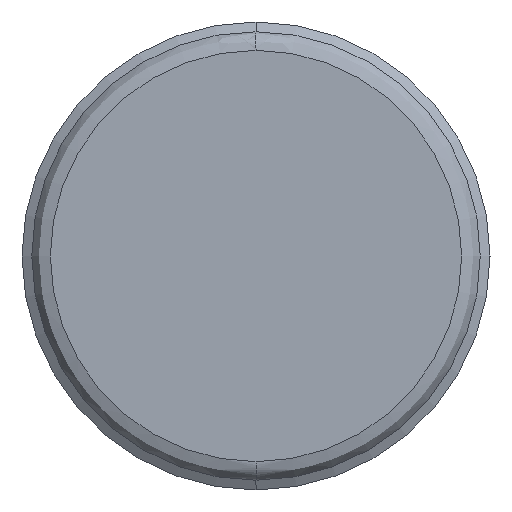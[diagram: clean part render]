
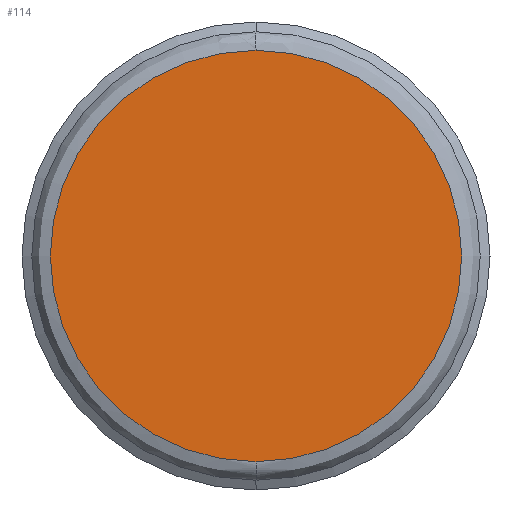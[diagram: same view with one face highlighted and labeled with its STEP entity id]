
A CAD part, left-side view. The second image highlights one B-rep face of the part: STEP entity #114.
In plain terms, the highlighted planar face has unit normal (-1, 0, 0).
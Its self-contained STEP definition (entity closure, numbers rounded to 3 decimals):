
#114=ADVANCED_FACE('',(#177),#176,.T.);
#176=PLANE('',#594);
#177=FACE_OUTER_BOUND('',#595,.T.);
#591=CARTESIAN_POINT('',(-38.,-21.92,-24.256));
#592=DIRECTION('',(-1.,0.,0.));
#593=DIRECTION('',(0.,0.,1.));
#594=AXIS2_PLACEMENT_3D('',#591,#592,#593);
#595=EDGE_LOOP('',(#946,#947));
#946=ORIENTED_EDGE('',*,*,#1122,.T.);
#947=ORIENTED_EDGE('',*,*,#1123,.T.);
#1122=EDGE_CURVE('',#1258,#1259,#1260,.T.);
#1123=EDGE_CURVE('',#1259,#1258,#1266,.T.);
#1258=VERTEX_POINT('',#1823);
#1259=VERTEX_POINT('',#1824);
#1260=CIRCLE('',#1828,10.546);
#1266=CIRCLE('',#1832,10.546);
#1823=CARTESIAN_POINT('',(-38.,0.,10.546));
#1824=CARTESIAN_POINT('',(-38.,0.,-10.546));
#1825=CARTESIAN_POINT('',(-38.,0.,0.));
#1826=DIRECTION('',(-1.,0.,0.));
#1827=DIRECTION('',(0.,0.,1.));
#1828=AXIS2_PLACEMENT_3D('',#1825,#1826,#1827);
#1829=CARTESIAN_POINT('',(-38.,0.,0.));
#1830=DIRECTION('',(-1.,0.,0.));
#1831=DIRECTION('',(0.,0.,1.));
#1832=AXIS2_PLACEMENT_3D('',#1829,#1830,#1831);
